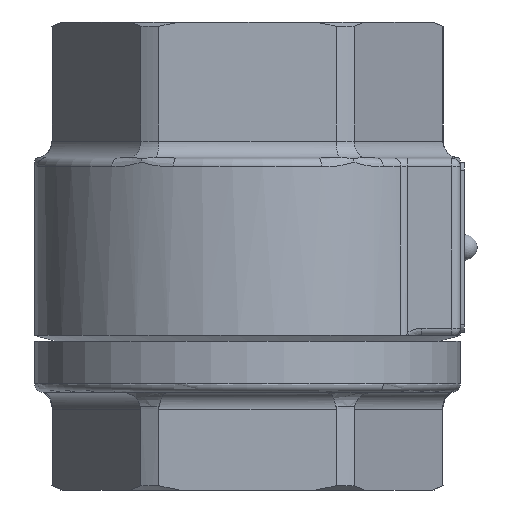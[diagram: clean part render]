
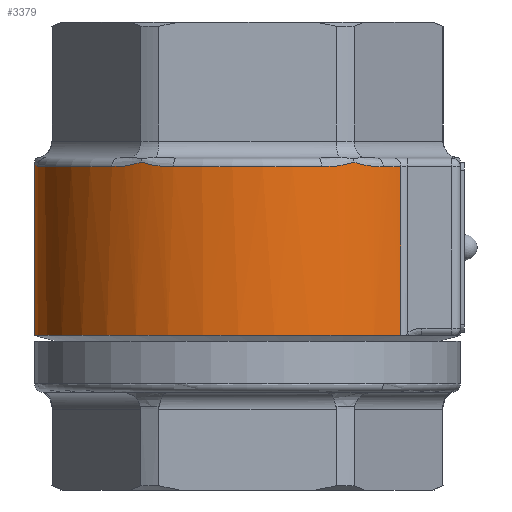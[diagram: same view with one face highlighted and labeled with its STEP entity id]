
A CAD part, left-side view. The second image highlights one B-rep face of the part: STEP entity #3379.
In plain terms, the highlighted cylindrical face has radius 25 mm (diameter 50 mm), a partial arc.
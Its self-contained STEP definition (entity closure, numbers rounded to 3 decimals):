
#110=B_SPLINE_CURVE_WITH_KNOTS('',3,(#5347,#5348,#5349,#5350),
 .UNSPECIFIED.,.F.,.F.,(4,4),(0.467,0.875),
 .UNSPECIFIED.);
#111=B_SPLINE_CURVE_WITH_KNOTS('',3,(#5352,#5353,#5354,#5355),
 .UNSPECIFIED.,.F.,.F.,(4,4),(-0.876,-0.467),
 .UNSPECIFIED.);
#112=B_SPLINE_CURVE_WITH_KNOTS('',3,(#5359,#5360,#5361,#5362,#5363),
 .UNSPECIFIED.,.F.,.F.,(4,1,4),(-2.99,-2.824,-2.581),
 .UNSPECIFIED.);
#113=B_SPLINE_CURVE_WITH_KNOTS('',3,(#5365,#5366,#5367,#5368),
 .UNSPECIFIED.,.F.,.F.,(4,4),(-0.876,-0.467),
 .UNSPECIFIED.);
#114=B_SPLINE_CURVE_WITH_KNOTS('',3,(#5372,#5373,#5374,#5375,#5376),
 .UNSPECIFIED.,.F.,.F.,(4,1,4),(-2.99,-2.824,-2.581),
 .UNSPECIFIED.);
#115=B_SPLINE_CURVE_WITH_KNOTS('',3,(#5378,#5379,#5380,#5381),
 .UNSPECIFIED.,.F.,.F.,(4,4),(-0.876,-0.467),
 .UNSPECIFIED.);
#116=B_SPLINE_CURVE_WITH_KNOTS('',3,(#5385,#5386,#5387,#5388,#5389),
 .UNSPECIFIED.,.F.,.F.,(4,1,4),(-2.99,-2.824,-2.581),
 .UNSPECIFIED.);
#117=B_SPLINE_CURVE_WITH_KNOTS('',3,(#5391,#5392,#5393,#5394),
 .UNSPECIFIED.,.F.,.F.,(4,4),(-0.876,-0.467),
 .UNSPECIFIED.);
#118=B_SPLINE_CURVE_WITH_KNOTS('',3,(#5398,#5399,#5400,#5401,#5402),
 .UNSPECIFIED.,.F.,.F.,(4,1,4),(-2.99,-2.824,-2.581),
 .UNSPECIFIED.);
#119=B_SPLINE_CURVE_WITH_KNOTS('',3,(#5404,#5405,#5406,#5407),
 .UNSPECIFIED.,.F.,.F.,(4,4),(-0.876,-0.467),
 .UNSPECIFIED.);
#271=LINE('',#5337,#491);
#273=LINE('',#5343,#493);
#491=VECTOR('',#4177,10.);
#493=VECTOR('',#4183,10.);
#661=CYLINDRICAL_SURFACE('',#3660,25.);
#761=FACE_OUTER_BOUND('',#976,.T.);
#976=EDGE_LOOP('',(#2407,#2408,#2409,#2410,#2411,#2412,#2413,#2414,#2415,
#2416,#2417,#2418,#2419,#2420,#2421,#2422,#2423,#2424,#2425,#2426));
#1192=CIRCLE('',#3649,25.);
#1194=CIRCLE('',#3651,25.);
#1201=CIRCLE('',#3661,25.);
#1202=CIRCLE('',#3662,25.);
#1203=CIRCLE('',#3663,25.);
#1204=CIRCLE('',#3664,25.);
#1205=CIRCLE('',#3665,25.);
#1206=CIRCLE('',#3666,25.);
#1420=VERTEX_POINT('',#5207);
#1428=VERTEX_POINT('',#5245);
#1430=VERTEX_POINT('',#5250);
#1440=VERTEX_POINT('',#5336);
#1442=VERTEX_POINT('',#5342);
#1443=VERTEX_POINT('',#5344);
#1444=VERTEX_POINT('',#5346);
#1445=VERTEX_POINT('',#5351);
#1446=VERTEX_POINT('',#5356);
#1447=VERTEX_POINT('',#5358);
#1448=VERTEX_POINT('',#5364);
#1449=VERTEX_POINT('',#5369);
#1450=VERTEX_POINT('',#5371);
#1451=VERTEX_POINT('',#5377);
#1452=VERTEX_POINT('',#5382);
#1453=VERTEX_POINT('',#5384);
#1454=VERTEX_POINT('',#5390);
#1455=VERTEX_POINT('',#5395);
#1456=VERTEX_POINT('',#5397);
#1457=VERTEX_POINT('',#5403);
#1790=EDGE_CURVE('',#1428,#1420,#1192,.T.);
#1793=EDGE_CURVE('',#1430,#1428,#1194,.T.);
#1807=EDGE_CURVE('',#1430,#1440,#271,.T.);
#1810=EDGE_CURVE('',#1442,#1420,#273,.T.);
#1811=EDGE_CURVE('',#1443,#1442,#1201,.T.);
#1812=EDGE_CURVE('',#1444,#1443,#110,.T.);
#1813=EDGE_CURVE('',#1445,#1444,#111,.T.);
#1814=EDGE_CURVE('',#1446,#1445,#1202,.T.);
#1815=EDGE_CURVE('',#1447,#1446,#112,.T.);
#1816=EDGE_CURVE('',#1448,#1447,#113,.T.);
#1817=EDGE_CURVE('',#1449,#1448,#1203,.T.);
#1818=EDGE_CURVE('',#1450,#1449,#114,.T.);
#1819=EDGE_CURVE('',#1451,#1450,#115,.T.);
#1820=EDGE_CURVE('',#1452,#1451,#1204,.T.);
#1821=EDGE_CURVE('',#1453,#1452,#116,.T.);
#1822=EDGE_CURVE('',#1454,#1453,#117,.T.);
#1823=EDGE_CURVE('',#1455,#1454,#1205,.T.);
#1824=EDGE_CURVE('',#1456,#1455,#118,.T.);
#1825=EDGE_CURVE('',#1457,#1456,#119,.T.);
#1826=EDGE_CURVE('',#1440,#1457,#1206,.T.);
#2407=ORIENTED_EDGE('',*,*,#1793,.T.);
#2408=ORIENTED_EDGE('',*,*,#1790,.T.);
#2409=ORIENTED_EDGE('',*,*,#1810,.F.);
#2410=ORIENTED_EDGE('',*,*,#1811,.F.);
#2411=ORIENTED_EDGE('',*,*,#1812,.F.);
#2412=ORIENTED_EDGE('',*,*,#1813,.F.);
#2413=ORIENTED_EDGE('',*,*,#1814,.F.);
#2414=ORIENTED_EDGE('',*,*,#1815,.F.);
#2415=ORIENTED_EDGE('',*,*,#1816,.F.);
#2416=ORIENTED_EDGE('',*,*,#1817,.F.);
#2417=ORIENTED_EDGE('',*,*,#1818,.F.);
#2418=ORIENTED_EDGE('',*,*,#1819,.F.);
#2419=ORIENTED_EDGE('',*,*,#1820,.F.);
#2420=ORIENTED_EDGE('',*,*,#1821,.F.);
#2421=ORIENTED_EDGE('',*,*,#1822,.F.);
#2422=ORIENTED_EDGE('',*,*,#1823,.F.);
#2423=ORIENTED_EDGE('',*,*,#1824,.F.);
#2424=ORIENTED_EDGE('',*,*,#1825,.F.);
#2425=ORIENTED_EDGE('',*,*,#1826,.F.);
#2426=ORIENTED_EDGE('',*,*,#1807,.F.);
#3379=ADVANCED_FACE('',(#761),#661,.T.);
#3649=AXIS2_PLACEMENT_3D('',#5246,#4154,#4155);
#3651=AXIS2_PLACEMENT_3D('',#5251,#4159,#4160);
#3660=AXIS2_PLACEMENT_3D('',#5341,#4181,#4182);
#3661=AXIS2_PLACEMENT_3D('',#5345,#4184,#4185);
#3662=AXIS2_PLACEMENT_3D('',#5357,#4186,#4187);
#3663=AXIS2_PLACEMENT_3D('',#5370,#4188,#4189);
#3664=AXIS2_PLACEMENT_3D('',#5383,#4190,#4191);
#3665=AXIS2_PLACEMENT_3D('',#5396,#4192,#4193);
#3666=AXIS2_PLACEMENT_3D('',#5408,#4194,#4195);
#4154=DIRECTION('center_axis',(0.,0.,1.));
#4155=DIRECTION('ref_axis',(-1.,0.,0.));
#4159=DIRECTION('center_axis',(0.,0.,1.));
#4160=DIRECTION('ref_axis',(-1.,0.,0.));
#4177=DIRECTION('',(0.,0.,1.));
#4181=DIRECTION('center_axis',(0.,0.,-1.));
#4182=DIRECTION('ref_axis',(0.,1.,0.));
#4183=DIRECTION('',(0.,0.,-1.));
#4184=DIRECTION('center_axis',(0.,0.,1.));
#4185=DIRECTION('ref_axis',(-0.764,-0.645,0.));
#4186=DIRECTION('center_axis',(0.,0.,1.));
#4187=DIRECTION('ref_axis',(-1.,0.,0.));
#4188=DIRECTION('center_axis',(0.,0.,1.));
#4189=DIRECTION('ref_axis',(-0.5,0.866,0.));
#4190=DIRECTION('center_axis',(0.,0.,1.));
#4191=DIRECTION('ref_axis',(0.5,0.866,0.));
#4192=DIRECTION('center_axis',(0.,0.,1.));
#4193=DIRECTION('ref_axis',(1.,0.,0.));
#4194=DIRECTION('center_axis',(0.,0.,1.));
#4195=DIRECTION('ref_axis',(0.764,-0.645,0.));
#5207=CARTESIAN_POINT('',(-17.308,-18.04,19.67));
#5245=CARTESIAN_POINT('',(0.,25.,19.67));
#5246=CARTESIAN_POINT('Origin',(0.,0.,19.67));
#5250=CARTESIAN_POINT('',(17.308,-18.04,19.67));
#5251=CARTESIAN_POINT('Origin',(0.,0.,19.67));
#5336=CARTESIAN_POINT('',(17.308,-18.04,39.5));
#5337=CARTESIAN_POINT('',(17.308,-18.04,37.75));
#5341=CARTESIAN_POINT('Origin',(0.,0.,37.75));
#5342=CARTESIAN_POINT('',(-17.308,-18.04,39.5));
#5343=CARTESIAN_POINT('',(-17.308,-18.04,37.75));
#5344=CARTESIAN_POINT('',(-19.253,-15.948,39.5));
#5345=CARTESIAN_POINT('Origin',(0.,0.,39.5));
#5346=CARTESIAN_POINT('',(-21.651,-12.5,40.039));
#5347=CARTESIAN_POINT('Ctrl Pts',(-21.651,-12.5,40.039));
#5348=CARTESIAN_POINT('Ctrl Pts',(-20.978,-13.664,39.585));
#5349=CARTESIAN_POINT('Ctrl Pts',(-20.155,-14.858,39.5));
#5350=CARTESIAN_POINT('Ctrl Pts',(-19.253,-15.948,39.5));
#5351=CARTESIAN_POINT('',(-23.438,-8.7,39.5));
#5352=CARTESIAN_POINT('Ctrl Pts',(-23.438,-8.7,39.5));
#5353=CARTESIAN_POINT('Ctrl Pts',(-22.944,-10.029,39.5));
#5354=CARTESIAN_POINT('Ctrl Pts',(-22.32,-11.34,39.587));
#5355=CARTESIAN_POINT('Ctrl Pts',(-21.651,-12.5,40.039));
#5356=CARTESIAN_POINT('',(-23.438,8.7,39.5));
#5357=CARTESIAN_POINT('Origin',(0.,0.,39.5));
#5358=CARTESIAN_POINT('',(-21.651,12.5,40.039));
#5359=CARTESIAN_POINT('Ctrl Pts',(-21.651,12.5,40.039));
#5360=CARTESIAN_POINT('Ctrl Pts',(-21.923,12.028,39.856));
#5361=CARTESIAN_POINT('Ctrl Pts',(-22.582,10.796,39.563));
#5362=CARTESIAN_POINT('Ctrl Pts',(-23.144,9.489,39.5));
#5363=CARTESIAN_POINT('Ctrl Pts',(-23.438,8.7,39.5));
#5364=CARTESIAN_POINT('',(-19.253,15.948,39.5));
#5365=CARTESIAN_POINT('Ctrl Pts',(-19.253,15.948,39.5));
#5366=CARTESIAN_POINT('Ctrl Pts',(-20.158,14.855,39.5));
#5367=CARTESIAN_POINT('Ctrl Pts',(-20.981,13.659,39.587));
#5368=CARTESIAN_POINT('Ctrl Pts',(-21.651,12.5,40.039));
#5369=CARTESIAN_POINT('',(-4.185,24.647,39.5));
#5370=CARTESIAN_POINT('Origin',(0.,0.,39.5));
#5371=CARTESIAN_POINT('',(0.,25.,40.039));
#5372=CARTESIAN_POINT('Ctrl Pts',(0.,25.,
40.039));
#5373=CARTESIAN_POINT('Ctrl Pts',(-0.545,25.,39.856));
#5374=CARTESIAN_POINT('Ctrl Pts',(-1.941,24.955,39.563));
#5375=CARTESIAN_POINT('Ctrl Pts',(-3.354,24.788,39.5));
#5376=CARTESIAN_POINT('Ctrl Pts',(-4.185,24.647,39.5));
#5377=CARTESIAN_POINT('',(4.185,24.647,39.5));
#5378=CARTESIAN_POINT('Ctrl Pts',(4.185,24.647,39.5));
#5379=CARTESIAN_POINT('Ctrl Pts',(2.786,24.885,39.5));
#5380=CARTESIAN_POINT('Ctrl Pts',(1.339,24.999,39.587));
#5381=CARTESIAN_POINT('Ctrl Pts',(0.,25.,
40.039));
#5382=CARTESIAN_POINT('',(19.253,15.948,39.5));
#5383=CARTESIAN_POINT('Origin',(0.,0.,39.5));
#5384=CARTESIAN_POINT('',(21.651,12.5,40.039));
#5385=CARTESIAN_POINT('Ctrl Pts',(21.651,12.5,40.039));
#5386=CARTESIAN_POINT('Ctrl Pts',(21.378,12.972,39.856));
#5387=CARTESIAN_POINT('Ctrl Pts',(20.641,14.159,39.563));
#5388=CARTESIAN_POINT('Ctrl Pts',(19.79,15.299,39.5));
#5389=CARTESIAN_POINT('Ctrl Pts',(19.253,15.948,39.5));
#5390=CARTESIAN_POINT('',(23.438,8.7,39.5));
#5391=CARTESIAN_POINT('Ctrl Pts',(23.438,8.7,39.5));
#5392=CARTESIAN_POINT('Ctrl Pts',(22.944,10.029,39.5));
#5393=CARTESIAN_POINT('Ctrl Pts',(22.32,11.34,39.587));
#5394=CARTESIAN_POINT('Ctrl Pts',(21.651,12.5,40.039));
#5395=CARTESIAN_POINT('',(23.438,-8.7,39.5));
#5396=CARTESIAN_POINT('Origin',(0.,0.,39.5));
#5397=CARTESIAN_POINT('',(21.651,-12.5,40.039));
#5398=CARTESIAN_POINT('Ctrl Pts',(21.651,-12.5,40.039));
#5399=CARTESIAN_POINT('Ctrl Pts',(21.923,-12.028,39.856));
#5400=CARTESIAN_POINT('Ctrl Pts',(22.582,-10.796,39.563));
#5401=CARTESIAN_POINT('Ctrl Pts',(23.144,-9.489,39.5));
#5402=CARTESIAN_POINT('Ctrl Pts',(23.438,-8.7,39.5));
#5403=CARTESIAN_POINT('',(19.253,-15.948,39.5));
#5404=CARTESIAN_POINT('Ctrl Pts',(19.253,-15.948,39.5));
#5405=CARTESIAN_POINT('Ctrl Pts',(20.158,-14.855,39.5));
#5406=CARTESIAN_POINT('Ctrl Pts',(20.981,-13.659,39.587));
#5407=CARTESIAN_POINT('Ctrl Pts',(21.651,-12.5,40.039));
#5408=CARTESIAN_POINT('Origin',(0.,0.,39.5));
